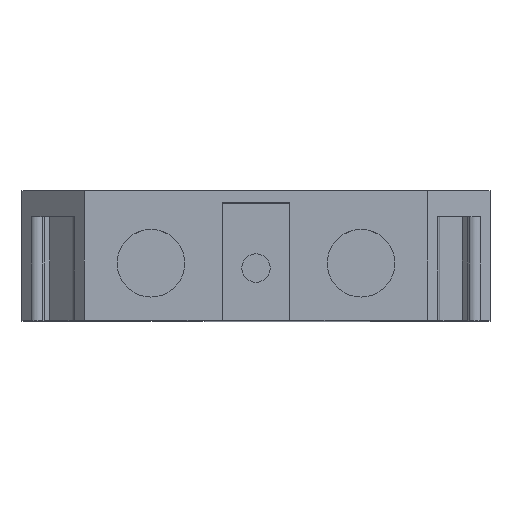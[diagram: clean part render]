
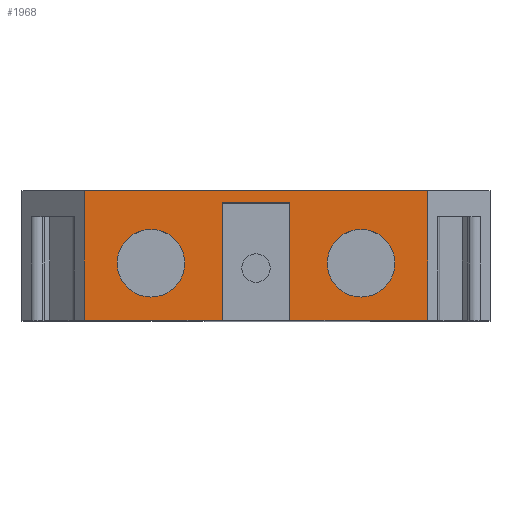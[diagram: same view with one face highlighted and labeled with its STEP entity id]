
A CAD part, top view. The second image highlights one B-rep face of the part: STEP entity #1968.
In plain terms, the highlighted planar face has unit normal (0, 0, 1).
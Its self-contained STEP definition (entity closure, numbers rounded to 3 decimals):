
#64=LINE('',#2501,#231);
#93=LINE('',#2590,#260);
#98=LINE('',#2600,#265);
#115=LINE('',#2666,#282);
#150=LINE('',#2746,#317);
#151=LINE('',#2748,#318);
#157=LINE('',#2757,#324);
#209=LINE('',#2868,#376);
#231=VECTOR('',#2140,1000.);
#260=VECTOR('',#2191,1000.);
#265=VECTOR('',#2200,1000.);
#282=VECTOR('',#2231,1000.);
#317=VECTOR('',#2280,1000.);
#318=VECTOR('',#2283,1000.);
#324=VECTOR('',#2291,1000.);
#376=VECTOR('',#2417,1000.);
#705=ORIENTED_EDGE('',*,*,#810,.T.);
#706=ORIENTED_EDGE('',*,*,#913,.T.);
#707=ORIENTED_EDGE('',*,*,#870,.F.);
#708=ORIENTED_EDGE('',*,*,#846,.F.);
#709=ORIENTED_EDGE('',*,*,#975,.T.);
#710=ORIENTED_EDGE('',*,*,#851,.T.);
#711=ORIENTED_EDGE('',*,*,#912,.F.);
#712=ORIENTED_EDGE('',*,*,#919,.F.);
#713=ORIENTED_EDGE('',*,*,#808,.T.);
#714=ORIENTED_EDGE('',*,*,#806,.T.);
#806=EDGE_CURVE('',#1005,#1005,#1127,.T.);
#808=EDGE_CURVE('',#1007,#1007,#1129,.T.);
#810=EDGE_CURVE('',#1010,#1009,#64,.T.);
#846=EDGE_CURVE('',#1038,#1036,#93,.T.);
#851=EDGE_CURVE('',#1042,#1041,#98,.T.);
#870=EDGE_CURVE('',#1036,#1054,#115,.T.);
#912=EDGE_CURVE('',#1091,#1041,#150,.T.);
#913=EDGE_CURVE('',#1009,#1054,#151,.T.);
#919=EDGE_CURVE('',#1010,#1091,#157,.T.);
#975=EDGE_CURVE('',#1038,#1042,#209,.T.);
#1005=VERTEX_POINT('',#2490);
#1007=VERTEX_POINT('',#2496);
#1009=VERTEX_POINT('',#2500);
#1010=VERTEX_POINT('',#2502);
#1036=VERTEX_POINT('',#2585);
#1038=VERTEX_POINT('',#2589);
#1041=VERTEX_POINT('',#2599);
#1042=VERTEX_POINT('',#2601);
#1054=VERTEX_POINT('',#2667);
#1091=VERTEX_POINT('',#2745);
#1127=CIRCLE('',#2001,3.25);
#1129=CIRCLE('',#2005,3.25);
#1213=EDGE_LOOP('',(#705,#706,#707,#708,#709,#710,#711,#712));
#1214=EDGE_LOOP('',(#713));
#1215=EDGE_LOOP('',(#714));
#1298=FACE_BOUND('',#1213,.T.);
#1299=FACE_BOUND('',#1214,.T.);
#1300=FACE_BOUND('',#1215,.T.);
#1363=PLANE('',#2073);
#1968=ADVANCED_FACE('',(#1298,#1299,#1300),#1363,.T.);
#2001=AXIS2_PLACEMENT_3D('',#2489,#2127,#2128);
#2005=AXIS2_PLACEMENT_3D('',#2495,#2135,#2136);
#2073=AXIS2_PLACEMENT_3D('',#2869,#2418,#2419);
#2127=DIRECTION('',(0.,0.,-1.));
#2128=DIRECTION('',(1.,0.,0.));
#2135=DIRECTION('',(0.,0.,-1.));
#2136=DIRECTION('',(1.,0.,0.));
#2140=DIRECTION('',(-1.,0.,0.));
#2191=DIRECTION('',(0.,-1.,0.));
#2200=DIRECTION('',(0.,-1.,0.));
#2231=DIRECTION('',(-1.,0.,0.));
#2280=DIRECTION('',(-1.,0.,0.));
#2283=DIRECTION('',(0.,-1.,0.));
#2291=DIRECTION('',(0.,-1.,0.));
#2417=DIRECTION('',(1.,0.,0.));
#2418=DIRECTION('',(0.,0.,1.));
#2419=DIRECTION('',(1.,0.,0.));
#2489=CARTESIAN_POINT('',(10.1,5.5,29.75));
#2490=CARTESIAN_POINT('',(13.35,5.5,29.75));
#2495=CARTESIAN_POINT('',(-10.1,5.5,29.75));
#2496=CARTESIAN_POINT('',(-6.85,5.5,29.75));
#2500=CARTESIAN_POINT('',(-16.5,12.5,29.75));
#2501=CARTESIAN_POINT('',(22.5,12.5,29.75));
#2502=CARTESIAN_POINT('',(16.5,12.5,29.75));
#2585=CARTESIAN_POINT('',(-3.25,0.,29.75));
#2589=CARTESIAN_POINT('',(-3.25,11.3,29.75));
#2590=CARTESIAN_POINT('',(-3.25,11.3,29.75));
#2599=CARTESIAN_POINT('',(3.25,0.,29.75));
#2600=CARTESIAN_POINT('',(3.25,11.3,29.75));
#2601=CARTESIAN_POINT('',(3.25,11.3,29.75));
#2666=CARTESIAN_POINT('',(22.5,0.,29.75));
#2667=CARTESIAN_POINT('',(-16.5,0.,29.75));
#2745=CARTESIAN_POINT('',(16.5,0.,29.75));
#2746=CARTESIAN_POINT('',(22.5,0.,29.75));
#2748=CARTESIAN_POINT('',(-16.5,75.641,29.75));
#2757=CARTESIAN_POINT('',(16.5,75.641,29.75));
#2868=CARTESIAN_POINT('',(-3.25,11.3,29.75));
#2869=CARTESIAN_POINT('',(22.5,12.5,29.75));
